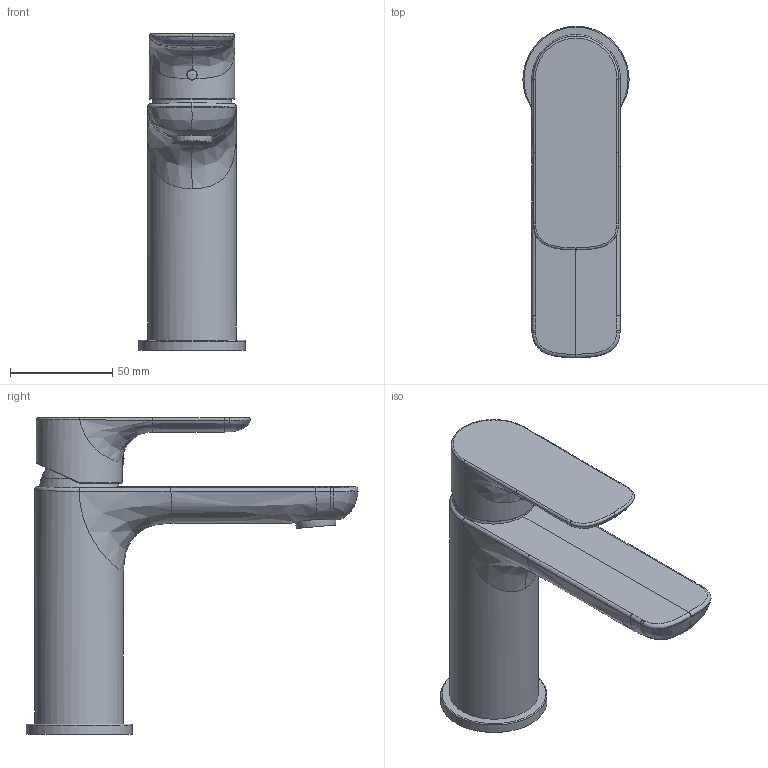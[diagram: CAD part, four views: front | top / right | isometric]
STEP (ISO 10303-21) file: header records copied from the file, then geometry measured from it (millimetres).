
FILE_DESCRIPTION(/* description */ ('Unknown'),/* implementation_level */ '2;1');
FILE_NAME(/* name */ 'TVW104003001 TVW104004001',/* time_stamp */ '2024-05-14T10:14:20+02:00',/* author */ ('Unknown'),/* organization */ ('Unknown'),/* preprocessor_version */ 'ST-DEVELOPER v16.7',/* originating_system */ 'Solid Edge',/* authorisation */ 'Unknown');
FILE_SCHEMA (('AUTOMOTIVE_DESIGN {1 0 10303 214 3 1 1}'));
Length unit declared in the file: millimetre
Products named in the file (8): 639900_2 u bv; 639999_1; 639895_1_oa_0; 639894_B; 639333_1; 639998_A; 639270_1; 639344_3
Assembly tree (7 placements, depth 3):
  639900_2 u bv
    639999_1
    639895_1_oa_0
      639894_B
    639333_1
    639998_A
    639270_1
    639344_3
Bounding box: 52 x 162.58 x 155 mm (x, y, z)
Volume: 274638.4 mm3; surface area: 64028.7 mm2
Topology: 6 solids, 8 shells, 1293 faces, 3332 edges, 2165 vertices
Faces by surface type: plane 1043, bspline 142, cylinder 56, torus 24, cone 20, sphere 8
Full cylindrical faces by diameter (mm): 4.7 x1, 5.1 x2, 18 x2, 20 x1, 23 x2, 24 x1, 24.4 x1, 30 x1, 31 x1, 33.8 x1, 34.9 x1, 38.4 x1, 40.3 x1, 42 x1, 42.1 x1, 43.4 x1, 46.6 x1, 52 x1
Entity records: 42886 total; most frequent: CARTESIAN_POINT 12479, ORIENTED_EDGE 6504, DIRECTION 5542, EDGE_CURVE 3252, LINE 2640, VECTOR 2640, VERTEX_POINT 2150, FACE_BOUND 1476
